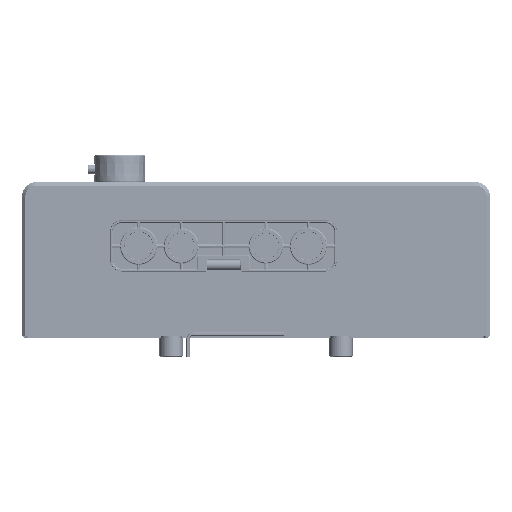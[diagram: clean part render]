
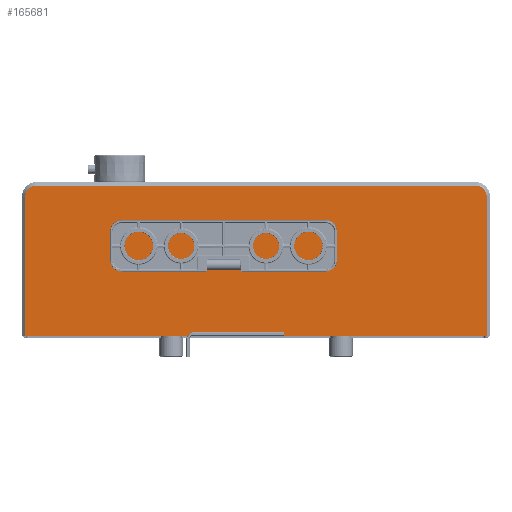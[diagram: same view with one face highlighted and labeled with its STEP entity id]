
A CAD part, top view. The second image highlights one B-rep face of the part: STEP entity #165681.
In plain terms, the highlighted face is planar.
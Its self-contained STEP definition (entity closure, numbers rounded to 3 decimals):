
#165320=DIRECTION('',(0.,0.,-1.));
#165321=VECTOR('',#165320,123.2);
#165322=CARTESIAN_POINT('',(-203.75,4.,0.));
#165323=LINE('',#165322,#165321);
#165324=CARTESIAN_POINT('',(-193.95,4.,-123.2));
#165325=DIRECTION('',(0.,-1.,0.));
#165326=DIRECTION('',(-1.,0.,0.));
#165327=AXIS2_PLACEMENT_3D('',#165324,#165325,#165326);
#165329=DIRECTION('',(1.,0.,0.));
#165330=VECTOR('',#165329,387.9);
#165331=CARTESIAN_POINT('',(-193.95,4.,-133.));
#165332=LINE('',#165331,#165330);
#165333=CARTESIAN_POINT('',(193.95,4.,-123.2));
#165334=DIRECTION('',(0.,-1.,0.));
#165335=DIRECTION('',(0.,0.,-1.));
#165336=AXIS2_PLACEMENT_3D('',#165333,#165334,#165335);
#165338=DIRECTION('',(0.,0.,1.));
#165339=VECTOR('',#165338,123.2);
#165340=CARTESIAN_POINT('',(203.75,4.,-123.2));
#165341=LINE('',#165340,#165339);
#165342=DIRECTION('',(-1.,0.,0.));
#165343=VECTOR('',#165342,407.5);
#165344=CARTESIAN_POINT('',(203.75,4.,0.));
#165345=LINE('',#165344,#165343);
#165412=CARTESIAN_POINT('',(-203.75,4.,0.));
#165413=VERTEX_POINT('',#165412);
#165414=CARTESIAN_POINT('',(203.75,4.,0.));
#165415=VERTEX_POINT('',#165414);
#165428=CARTESIAN_POINT('',(203.75,4.,-123.2));
#165429=VERTEX_POINT('',#165428);
#165430=CARTESIAN_POINT('',(-203.75,4.,-123.2));
#165431=VERTEX_POINT('',#165430);
#165432=CARTESIAN_POINT('',(-193.95,4.,-133.));
#165433=VERTEX_POINT('',#165432);
#165434=CARTESIAN_POINT('',(193.95,4.,-133.));
#165435=VERTEX_POINT('',#165434);
#165664=CARTESIAN_POINT('',(0.,4.,0.));
#165665=DIRECTION('',(0.,1.,0.));
#165666=DIRECTION('',(1.,0.,0.));
#165667=AXIS2_PLACEMENT_3D('',#165664,#165665,#165666);
#165668=PLANE('',#165667);
#165670=ORIENTED_EDGE('',*,*,#165669,.T.);
#165672=ORIENTED_EDGE('',*,*,#165671,.T.);
#165674=ORIENTED_EDGE('',*,*,#165673,.T.);
#165676=ORIENTED_EDGE('',*,*,#165675,.T.);
#165677=ORIENTED_EDGE('',*,*,#165649,.T.);
#165678=ORIENTED_EDGE('',*,*,#165502,.T.);
#165679=EDGE_LOOP('',(#165670,#165672,#165674,#165676,#165677,#165678));
#165680=FACE_OUTER_BOUND('',#165679,.F.);
#165681=ADVANCED_FACE('',(#165680),#165668,.T.);
#165328=CIRCLE('',#165327,9.8);
#165337=CIRCLE('',#165336,9.8);
#165502=EDGE_CURVE('',#165415,#165413,#165345,.T.);
#165649=EDGE_CURVE('',#165429,#165415,#165341,.T.);
#165669=EDGE_CURVE('',#165413,#165431,#165323,.T.);
#165671=EDGE_CURVE('',#165431,#165433,#165328,.T.);
#165673=EDGE_CURVE('',#165433,#165435,#165332,.T.);
#165675=EDGE_CURVE('',#165435,#165429,#165337,.T.);
